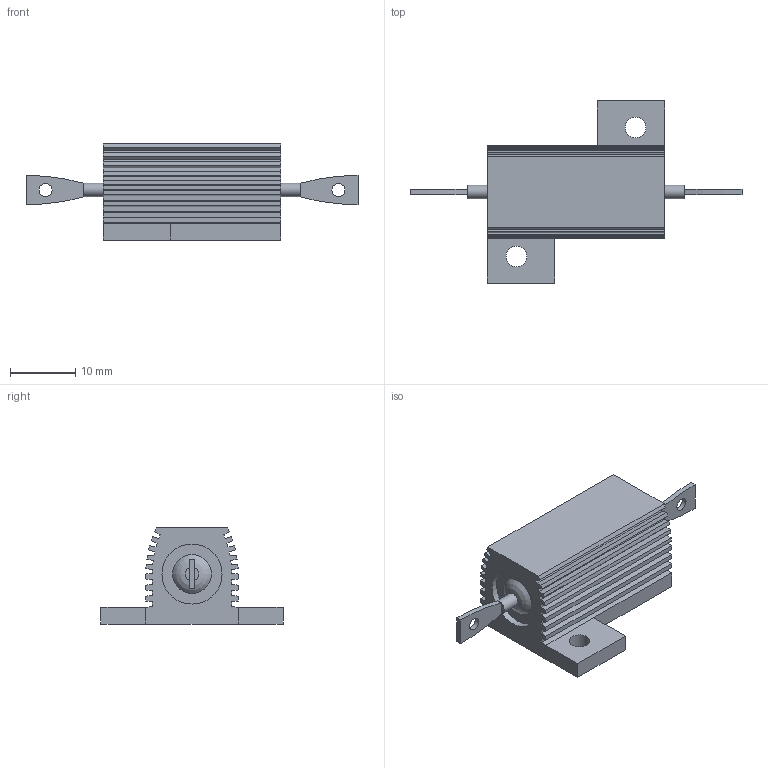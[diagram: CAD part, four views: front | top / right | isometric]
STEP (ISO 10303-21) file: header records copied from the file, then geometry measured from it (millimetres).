
FILE_DESCRIPTION(('FreeCAD Model'),'2;1');
FILE_NAME('Open CASCADE Shape Model','2022-10-20T21:57:06',('Author'),( ''),'Open CASCADE STEP processor 7.6','FreeCAD','Unknown');
FILE_SCHEMA(('AUTOMOTIVE_DESIGN { 1 0 10303 214 1 1 1 1 }'));
Length unit declared in the file: millimetre
Products named in the file (1): Resistor Arcol HS
Bounding box: 51 x 28 x 14.8 mm (x, y, z)
Volume: 3867.9 mm3; surface area: 5152.4 mm2
Topology: 4 solids, 5 shells, 106 faces, 278 edges, 182 vertices
Faces by surface type: plane 72, cylinder 32, revolution 2
Full cylindrical faces by diameter (mm): 2 x2, 2.1 x2, 3.2 x2, 9.23 x2
Entity records: 7613 total; most frequent: CARTESIAN_POINT 1209, DIRECTION 1104, LINE 702, VECTOR 702, ORIENTED_EDGE 556, PCURVE 556, DEFINITIONAL_REPRESENTATION 556, EDGE_CURVE 278
